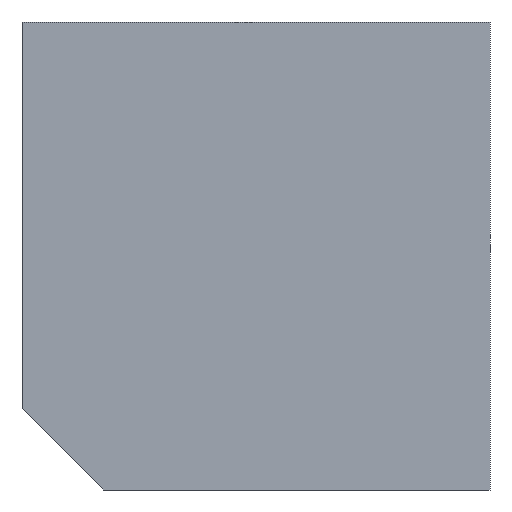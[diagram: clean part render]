
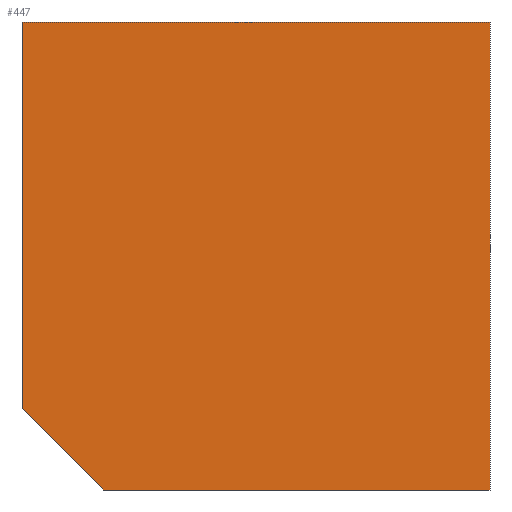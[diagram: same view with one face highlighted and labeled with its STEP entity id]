
A CAD part, front view. The second image highlights one B-rep face of the part: STEP entity #447.
In plain terms, the highlighted planar face has unit normal (0, -1, 0).
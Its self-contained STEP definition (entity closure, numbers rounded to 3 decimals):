
#7 = FACE_OUTER_BOUND ( 'NONE', #246, .T. ) ;
#17 = CARTESIAN_POINT ( 'NONE',  ( 4.3, 0., -4.3 ) ) ;
#22 = ORIENTED_EDGE ( 'NONE', *, *, #322, .F. ) ;
#25 = LINE ( 'NONE', #177, #415 ) ;
#44 = EDGE_CURVE ( 'NONE', #280, #103, #114, .T. ) ;
#57 = VERTEX_POINT ( 'NONE', #379 ) ;
#58 = LINE ( 'NONE', #206, #481 ) ;
#93 = EDGE_CURVE ( 'NONE', #132, #57, #148, .T. ) ;
#95 = CARTESIAN_POINT ( 'NONE',  ( -4.3, 0., 4.3 ) ) ;
#103 = VERTEX_POINT ( 'NONE', #142 ) ;
#111 = EDGE_CURVE ( 'NONE', #132, #280, #25, .T. ) ;
#114 = LINE ( 'NONE', #454, #176 ) ;
#120 = DIRECTION ( 'NONE',  ( 0., 0., -1. ) ) ;
#124 = ORIENTED_EDGE ( 'NONE', *, *, #93, .T. ) ;
#132 = VERTEX_POINT ( 'NONE', #442 ) ;
#142 = CARTESIAN_POINT ( 'NONE',  ( 4.3, 0., 4.3 ) ) ;
#148 = LINE ( 'NONE', #484, #477 ) ;
#156 = PLANE ( 'NONE',  #292 ) ;
#163 = ORIENTED_EDGE ( 'NONE', *, *, #44, .F. ) ;
#167 = LINE ( 'NONE', #320, #210 ) ;
#176 = VECTOR ( 'NONE', #302, 1000. ) ;
#177 = CARTESIAN_POINT ( 'NONE',  ( -4.3, 0., 4.3 ) ) ;
#206 = CARTESIAN_POINT ( 'NONE',  ( -4.3, 0., -4.3 ) ) ;
#210 = VECTOR ( 'NONE', #470, 1000. ) ;
#218 = DIRECTION ( 'NONE',  ( 0., 0., 1. ) ) ;
#246 = EDGE_LOOP ( 'NONE', ( #437, #124, #347, #22, #163 ) ) ;
#280 = VERTEX_POINT ( 'NONE', #95 ) ;
#289 = EDGE_CURVE ( 'NONE', #314, #57, #58, .T. ) ;
#292 = AXIS2_PLACEMENT_3D ( 'NONE', #307, #458, #120 ) ;
#302 = DIRECTION ( 'NONE',  ( 1., 0., 0. ) ) ;
#307 = CARTESIAN_POINT ( 'NONE',  ( 0., 0., 0. ) ) ;
#314 = VERTEX_POINT ( 'NONE', #17 ) ;
#320 = CARTESIAN_POINT ( 'NONE',  ( 4.3, 0., 4.3 ) ) ;
#322 = EDGE_CURVE ( 'NONE', #103, #314, #167, .T. ) ;
#337 = DIRECTION ( 'NONE',  ( 0.707, 0., -0.707 ) ) ;
#347 = ORIENTED_EDGE ( 'NONE', *, *, #289, .F. ) ;
#358 = DIRECTION ( 'NONE',  ( -1., 0., 0. ) ) ;
#379 = CARTESIAN_POINT ( 'NONE',  ( -2.8, 0., -4.3 ) ) ;
#415 = VECTOR ( 'NONE', #218, 1000. ) ;
#437 = ORIENTED_EDGE ( 'NONE', *, *, #111, .F. ) ;
#442 = CARTESIAN_POINT ( 'NONE',  ( -4.3, 0., -2.8 ) ) ;
#447 = ADVANCED_FACE ( 'NONE', ( #7 ), #156, .T. ) ;
#454 = CARTESIAN_POINT ( 'NONE',  ( -4.3, 0., 4.3 ) ) ;
#458 = DIRECTION ( 'NONE',  ( 0., -1., 0. ) ) ;
#470 = DIRECTION ( 'NONE',  ( 0., 0., -1. ) ) ;
#477 = VECTOR ( 'NONE', #337, 1000. ) ;
#481 = VECTOR ( 'NONE', #358, 1000. ) ;
#484 = CARTESIAN_POINT ( 'NONE',  ( -3.55, 0., -3.55 ) ) ;
